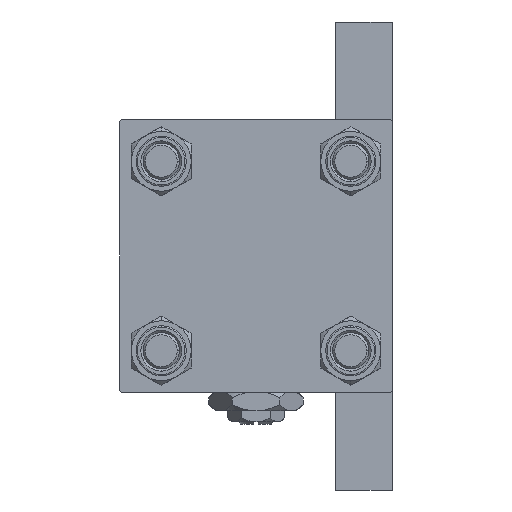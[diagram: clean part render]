
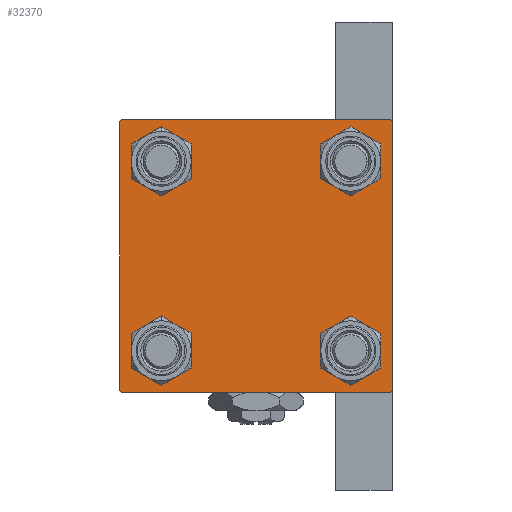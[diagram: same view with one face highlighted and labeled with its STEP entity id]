
A CAD part, left-side view. The second image highlights one B-rep face of the part: STEP entity #32370.
In plain terms, the highlighted planar face has unit normal (-1, 0, 0).
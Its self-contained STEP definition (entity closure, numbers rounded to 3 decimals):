
#944 = FACE_BOUND ( 'NONE', #6299, .T. ) ;
#1926 = VECTOR ( 'NONE', #5181, 1000. ) ;
#2030 = AXIS2_PLACEMENT_3D ( 'NONE', #14931, #35298, #48029 ) ;
#2628 = EDGE_CURVE ( 'NONE', #12888, #8338, #37531, .T. ) ;
#3537 = ORIENTED_EDGE ( 'NONE', *, *, #50980, .T. ) ;
#3928 = LINE ( 'NONE', #41613, #34256 ) ;
#5146 = EDGE_CURVE ( 'NONE', #33947, #13072, #35088, .T. ) ;
#5181 = DIRECTION ( 'NONE',  ( 0., -1., 0. ) ) ;
#5296 = DIRECTION ( 'NONE',  ( -1., 0., 0. ) ) ;
#5411 = VECTOR ( 'NONE', #10410, 1000. ) ;
#5888 = EDGE_CURVE ( 'NONE', #27737, #30683, #3928, .T. ) ;
#5935 = VERTEX_POINT ( 'NONE', #34015 ) ;
#6299 = EDGE_LOOP ( 'NONE', ( #8148, #52786 ) ) ;
#6415 = VERTEX_POINT ( 'NONE', #34756 ) ;
#6760 = CARTESIAN_POINT ( 'NONE',  ( 0., -20.85, -16.35 ) ) ;
#6867 = ORIENTED_EDGE ( 'NONE', *, *, #18857, .T. ) ;
#7062 = CARTESIAN_POINT ( 'NONE',  ( 0., -29.5, -30. ) ) ;
#7201 = CIRCLE ( 'NONE', #52198, 4.5 ) ;
#7245 = ORIENTED_EDGE ( 'NONE', *, *, #5888, .T. ) ;
#7504 = DIRECTION ( 'NONE',  ( 0., 0., 1. ) ) ;
#7834 = CARTESIAN_POINT ( 'NONE',  ( 0., 20.85, 25.35 ) ) ;
#7939 = DIRECTION ( 'NONE',  ( 0., 0., 1. ) ) ;
#8148 = ORIENTED_EDGE ( 'NONE', *, *, #39852, .T. ) ;
#8338 = VERTEX_POINT ( 'NONE', #47747 ) ;
#8815 = DIRECTION ( 'NONE',  ( 0., 0., 1. ) ) ;
#8828 = DIRECTION ( 'NONE',  ( 0., 0., 1. ) ) ;
#9095 = AXIS2_PLACEMENT_3D ( 'NONE', #28293, #48623, #7939 ) ;
#9251 = CARTESIAN_POINT ( 'NONE',  ( 0., 20.85, 16.35 ) ) ;
#9783 = AXIS2_PLACEMENT_3D ( 'NONE', #17927, #14413, #51272 ) ;
#9801 = ORIENTED_EDGE ( 'NONE', *, *, #5146, .T. ) ;
#9866 = CARTESIAN_POINT ( 'NONE',  ( 0., 29.75, 29.75 ) ) ;
#10157 = EDGE_LOOP ( 'NONE', ( #3537, #46465 ) ) ;
#10410 = DIRECTION ( 'NONE',  ( 0., 0.707, -0.707 ) ) ;
#10771 = DIRECTION ( 'NONE',  ( 1., 0., 0. ) ) ;
#10922 = VERTEX_POINT ( 'NONE', #9251 ) ;
#11232 = AXIS2_PLACEMENT_3D ( 'NONE', #16956, #50032, #8828 ) ;
#12326 = DIRECTION ( 'NONE',  ( 0., 0.707, 0.707 ) ) ;
#12888 = VERTEX_POINT ( 'NONE', #19859 ) ;
#13072 = VERTEX_POINT ( 'NONE', #7062 ) ;
#14413 = DIRECTION ( 'NONE',  ( 1., 0., 0. ) ) ;
#14460 = DIRECTION ( 'NONE',  ( 0., -1., 0. ) ) ;
#14931 = CARTESIAN_POINT ( 'NONE',  ( 0., 20.85, -20.85 ) ) ;
#15009 = ORIENTED_EDGE ( 'NONE', *, *, #40864, .F. ) ;
#16124 = ORIENTED_EDGE ( 'NONE', *, *, #50780, .T. ) ;
#16419 = DIRECTION ( 'NONE',  ( 1., 0., 0. ) ) ;
#16956 = CARTESIAN_POINT ( 'NONE',  ( 0., -20.85, -20.85 ) ) ;
#17023 = DIRECTION ( 'NONE',  ( 0., 0., -1. ) ) ;
#17492 = FACE_BOUND ( 'NONE', #10157, .T. ) ;
#17765 = DIRECTION ( 'NONE',  ( 0., 0., 1. ) ) ;
#17927 = CARTESIAN_POINT ( 'NONE',  ( 0., -20.85, -20.85 ) ) ;
#17944 = LINE ( 'NONE', #34241, #51906 ) ;
#17963 = CARTESIAN_POINT ( 'NONE',  ( 0., -20.85, -25.35 ) ) ;
#18280 = LINE ( 'NONE', #21819, #22077 ) ;
#18857 = EDGE_CURVE ( 'NONE', #19664, #6415, #47205, .T. ) ;
#19664 = VERTEX_POINT ( 'NONE', #35376 ) ;
#19859 = CARTESIAN_POINT ( 'NONE',  ( 0., 20.85, -25.35 ) ) ;
#20172 = CARTESIAN_POINT ( 'NONE',  ( 0., -30., 29.5 ) ) ;
#20459 = VERTEX_POINT ( 'NONE', #7834 ) ;
#20684 = ORIENTED_EDGE ( 'NONE', *, *, #26740, .T. ) ;
#20696 = EDGE_CURVE ( 'NONE', #6415, #19664, #33959, .T. ) ;
#20928 = CIRCLE ( 'NONE', #9783, 4.5 ) ;
#21293 = AXIS2_PLACEMENT_3D ( 'NONE', #49847, #28716, #24669 ) ;
#21819 = CARTESIAN_POINT ( 'NONE',  ( 0., 30., 30. ) ) ;
#21907 = EDGE_CURVE ( 'NONE', #47090, #30683, #26080, .T. ) ;
#22077 = VECTOR ( 'NONE', #42700, 1000. ) ;
#23519 = DIRECTION ( 'NONE',  ( 0., -0.707, -0.707 ) ) ;
#23788 = CARTESIAN_POINT ( 'NONE',  ( 0., 29.75, -29.75 ) ) ;
#24057 = LINE ( 'NONE', #23788, #38010 ) ;
#24669 = DIRECTION ( 'NONE',  ( 0., 0., 1. ) ) ;
#24796 = AXIS2_PLACEMENT_3D ( 'NONE', #42458, #5296, #17765 ) ;
#24809 = EDGE_LOOP ( 'NONE', ( #20684, #29432, #9801, #49984, #15009, #7245, #49774, #16124 ) ) ;
#26080 = LINE ( 'NONE', #42342, #1926 ) ;
#26591 = EDGE_CURVE ( 'NONE', #10922, #20459, #33330, .T. ) ;
#26740 = EDGE_CURVE ( 'NONE', #50512, #32285, #18280, .T. ) ;
#27732 = VECTOR ( 'NONE', #17023, 1000. ) ;
#27737 = VERTEX_POINT ( 'NONE', #20172 ) ;
#28050 = CARTESIAN_POINT ( 'NONE',  ( 0., 29.5, 30. ) ) ;
#28293 = CARTESIAN_POINT ( 'NONE',  ( 0., -20.85, 20.85 ) ) ;
#28335 = EDGE_CURVE ( 'NONE', #20459, #10922, #43794, .T. ) ;
#28716 = DIRECTION ( 'NONE',  ( 1., 0., 0. ) ) ;
#29432 = ORIENTED_EDGE ( 'NONE', *, *, #38131, .T. ) ;
#29505 = LINE ( 'NONE', #50897, #27732 ) ;
#29979 = FACE_OUTER_BOUND ( 'NONE', #24809, .T. ) ;
#30683 = VERTEX_POINT ( 'NONE', #31784 ) ;
#31363 = ORIENTED_EDGE ( 'NONE', *, *, #28335, .T. ) ;
#31784 = CARTESIAN_POINT ( 'NONE',  ( 0., -29.5, 30. ) ) ;
#32285 = VERTEX_POINT ( 'NONE', #51109 ) ;
#32370 = ADVANCED_FACE ( 'NONE', ( #38126, #944, #17492, #34055, #29979 ), #46538, .T. ) ;
#33330 = CIRCLE ( 'NONE', #34195, 4.5 ) ;
#33947 = VERTEX_POINT ( 'NONE', #45065 ) ;
#33959 = CIRCLE ( 'NONE', #47827, 4.5 ) ;
#33965 = DIRECTION ( 'NONE',  ( 0., -0.707, 0.707 ) ) ;
#34015 = CARTESIAN_POINT ( 'NONE',  ( 0., -30., -29.5 ) ) ;
#34055 = FACE_BOUND ( 'NONE', #43144, .T. ) ;
#34195 = AXIS2_PLACEMENT_3D ( 'NONE', #41111, #16419, #8815 ) ;
#34241 = CARTESIAN_POINT ( 'NONE',  ( 0., -29.75, -29.75 ) ) ;
#34256 = VECTOR ( 'NONE', #12326, 1000. ) ;
#34756 = CARTESIAN_POINT ( 'NONE',  ( 0., -20.85, 16.35 ) ) ;
#35035 = ORIENTED_EDGE ( 'NONE', *, *, #26591, .T. ) ;
#35088 = LINE ( 'NONE', #51868, #50635 ) ;
#35298 = DIRECTION ( 'NONE',  ( 1., 0., 0. ) ) ;
#35376 = CARTESIAN_POINT ( 'NONE',  ( 0., -20.85, 25.35 ) ) ;
#35438 = EDGE_LOOP ( 'NONE', ( #6867, #44233 ) ) ;
#35451 = CARTESIAN_POINT ( 'NONE',  ( 0., -20.85, 20.85 ) ) ;
#37531 = CIRCLE ( 'NONE', #2030, 4.5 ) ;
#38010 = VECTOR ( 'NONE', #23519, 1000. ) ;
#38126 = FACE_BOUND ( 'NONE', #35438, .T. ) ;
#38131 = EDGE_CURVE ( 'NONE', #32285, #33947, #24057, .T. ) ;
#38628 = VERTEX_POINT ( 'NONE', #6760 ) ;
#39262 = EDGE_CURVE ( 'NONE', #13072, #5935, #17944, .T. ) ;
#39852 = EDGE_CURVE ( 'NONE', #38628, #41124, #45022, .T. ) ;
#40827 = CARTESIAN_POINT ( 'NONE',  ( 0., 30., 29.5 ) ) ;
#40864 = EDGE_CURVE ( 'NONE', #27737, #5935, #29505, .T. ) ;
#41111 = CARTESIAN_POINT ( 'NONE',  ( 0., 20.85, 20.85 ) ) ;
#41124 = VERTEX_POINT ( 'NONE', #17963 ) ;
#41613 = CARTESIAN_POINT ( 'NONE',  ( 0., -29.75, 29.75 ) ) ;
#42342 = CARTESIAN_POINT ( 'NONE',  ( 0., 30., 30. ) ) ;
#42458 = CARTESIAN_POINT ( 'NONE',  ( 0., 0., 0. ) ) ;
#42700 = DIRECTION ( 'NONE',  ( 0., 0., -1. ) ) ;
#43144 = EDGE_LOOP ( 'NONE', ( #31363, #35035 ) ) ;
#43794 = CIRCLE ( 'NONE', #21293, 4.5 ) ;
#44233 = ORIENTED_EDGE ( 'NONE', *, *, #20696, .T. ) ;
#45022 = CIRCLE ( 'NONE', #11232, 4.5 ) ;
#45065 = CARTESIAN_POINT ( 'NONE',  ( 0., 29.5, -30. ) ) ;
#46465 = ORIENTED_EDGE ( 'NONE', *, *, #2628, .T. ) ;
#46538 = PLANE ( 'NONE',  #24796 ) ;
#47090 = VERTEX_POINT ( 'NONE', #28050 ) ;
#47205 = CIRCLE ( 'NONE', #9095, 4.5 ) ;
#47747 = CARTESIAN_POINT ( 'NONE',  ( 0., 20.85, -16.35 ) ) ;
#47827 = AXIS2_PLACEMENT_3D ( 'NONE', #35451, #10771, #7504 ) ;
#48029 = DIRECTION ( 'NONE',  ( 0., 0., 1. ) ) ;
#48623 = DIRECTION ( 'NONE',  ( 1., 0., 0. ) ) ;
#48900 = DIRECTION ( 'NONE',  ( 0., 0., 1. ) ) ;
#49774 = ORIENTED_EDGE ( 'NONE', *, *, #21907, .F. ) ;
#49847 = CARTESIAN_POINT ( 'NONE',  ( 0., 20.85, 20.85 ) ) ;
#49984 = ORIENTED_EDGE ( 'NONE', *, *, #39262, .T. ) ;
#50032 = DIRECTION ( 'NONE',  ( 1., 0., 0. ) ) ;
#50512 = VERTEX_POINT ( 'NONE', #40827 ) ;
#50635 = VECTOR ( 'NONE', #14460, 1000. ) ;
#50780 = EDGE_CURVE ( 'NONE', #47090, #50512, #51067, .T. ) ;
#50897 = CARTESIAN_POINT ( 'NONE',  ( 0., -30., 30. ) ) ;
#50980 = EDGE_CURVE ( 'NONE', #8338, #12888, #7201, .T. ) ;
#51067 = LINE ( 'NONE', #9866, #5411 ) ;
#51098 = EDGE_CURVE ( 'NONE', #41124, #38628, #20928, .T. ) ;
#51109 = CARTESIAN_POINT ( 'NONE',  ( 0., 30., -29.5 ) ) ;
#51272 = DIRECTION ( 'NONE',  ( 0., 0., 1. ) ) ;
#51868 = CARTESIAN_POINT ( 'NONE',  ( 0., 30., -30. ) ) ;
#51906 = VECTOR ( 'NONE', #33965, 1000. ) ;
#52198 = AXIS2_PLACEMENT_3D ( 'NONE', #53216, #52675, #48900 ) ;
#52675 = DIRECTION ( 'NONE',  ( 1., 0., 0. ) ) ;
#52786 = ORIENTED_EDGE ( 'NONE', *, *, #51098, .T. ) ;
#53216 = CARTESIAN_POINT ( 'NONE',  ( 0., 20.85, -20.85 ) ) ;
